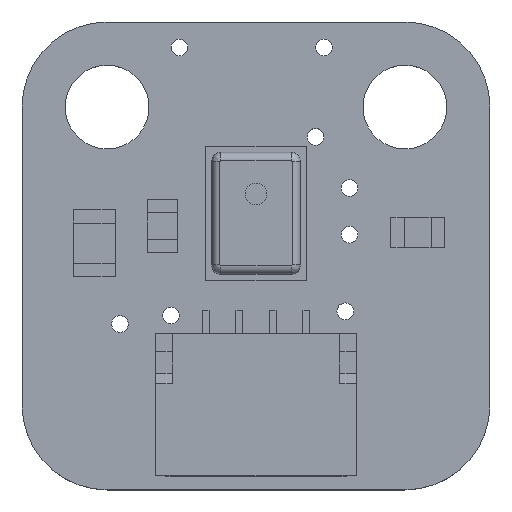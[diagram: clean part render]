
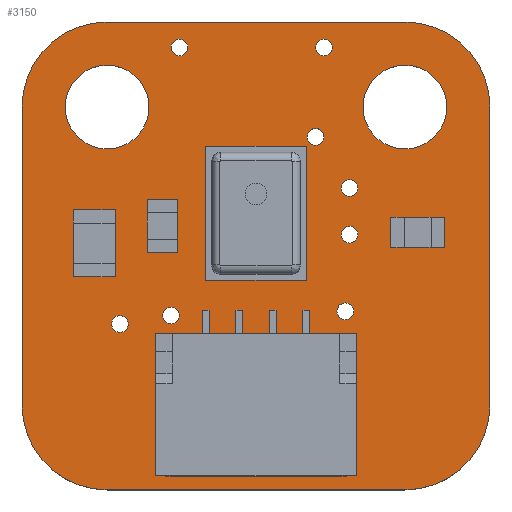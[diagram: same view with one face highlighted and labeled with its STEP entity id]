
A CAD part, top view. The second image highlights one B-rep face of the part: STEP entity #3150.
In plain terms, the highlighted planar face has unit normal (0, 0, 1).
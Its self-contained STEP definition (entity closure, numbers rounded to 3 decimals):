
#59=FACE_BOUND('',#411,.T.);
#60=FACE_BOUND('',#412,.T.);
#61=FACE_BOUND('',#413,.T.);
#62=FACE_BOUND('',#414,.T.);
#63=FACE_BOUND('',#415,.T.);
#64=FACE_BOUND('',#416,.T.);
#65=FACE_BOUND('',#417,.T.);
#66=FACE_BOUND('',#418,.T.);
#67=FACE_BOUND('',#419,.T.);
#68=FACE_BOUND('',#420,.T.);
#69=FACE_BOUND('',#421,.T.);
#70=FACE_BOUND('',#422,.T.);
#93=PLANE('',#3412);
#245=FACE_OUTER_BOUND('',#410,.T.);
#410=EDGE_LOOP('',(#2188,#2189,#2190,#2191,#2192,#2193,#2194,#2195));
#411=EDGE_LOOP('',(#2196));
#412=EDGE_LOOP('',(#2197));
#413=EDGE_LOOP('',(#2198));
#414=EDGE_LOOP('',(#2199));
#415=EDGE_LOOP('',(#2200));
#416=EDGE_LOOP('',(#2201));
#417=EDGE_LOOP('',(#2202));
#418=EDGE_LOOP('',(#2203));
#419=EDGE_LOOP('',(#2204));
#420=EDGE_LOOP('',(#2205));
#421=EDGE_LOOP('',(#2206));
#422=EDGE_LOOP('',(#2207));
#599=LINE('',#4503,#976);
#603=LINE('',#4515,#980);
#607=LINE('',#4527,#984);
#611=LINE('',#4539,#988);
#976=VECTOR('',#3680,10.);
#980=VECTOR('',#3692,10.);
#984=VECTOR('',#3704,10.);
#988=VECTOR('',#3716,10.);
#1340=CIRCLE('',#3362,1.25);
#1342=CIRCLE('',#3365,0.25);
#1344=CIRCLE('',#3368,0.25);
#1346=CIRCLE('',#3371,0.25);
#1348=CIRCLE('',#3374,0.25);
#1350=CIRCLE('',#3377,0.25);
#1352=CIRCLE('',#3380,0.25);
#1354=CIRCLE('',#3383,0.25);
#1356=CIRCLE('',#3386,0.25);
#1358=CIRCLE('',#3389,0.25);
#1360=CIRCLE('',#3392,0.25);
#1362=CIRCLE('',#3395,1.25);
#1364=CIRCLE('',#3399,2.54);
#1366=CIRCLE('',#3403,2.54);
#1368=CIRCLE('',#3407,2.54);
#1370=CIRCLE('',#3411,2.54);
#1394=VERTEX_POINT('',#4427);
#1396=VERTEX_POINT('',#4433);
#1398=VERTEX_POINT('',#4439);
#1400=VERTEX_POINT('',#4445);
#1402=VERTEX_POINT('',#4451);
#1404=VERTEX_POINT('',#4457);
#1406=VERTEX_POINT('',#4463);
#1408=VERTEX_POINT('',#4469);
#1410=VERTEX_POINT('',#4475);
#1412=VERTEX_POINT('',#4481);
#1414=VERTEX_POINT('',#4487);
#1416=VERTEX_POINT('',#4493);
#1419=VERTEX_POINT('',#4500);
#1420=VERTEX_POINT('',#4502);
#1422=VERTEX_POINT('',#4508);
#1424=VERTEX_POINT('',#4514);
#1426=VERTEX_POINT('',#4520);
#1428=VERTEX_POINT('',#4526);
#1430=VERTEX_POINT('',#4532);
#1432=VERTEX_POINT('',#4538);
#1679=EDGE_CURVE('',#1394,#1394,#1340,.T.);
#1682=EDGE_CURVE('',#1396,#1396,#1342,.T.);
#1685=EDGE_CURVE('',#1398,#1398,#1344,.T.);
#1688=EDGE_CURVE('',#1400,#1400,#1346,.T.);
#1691=EDGE_CURVE('',#1402,#1402,#1348,.T.);
#1694=EDGE_CURVE('',#1404,#1404,#1350,.T.);
#1697=EDGE_CURVE('',#1406,#1406,#1352,.T.);
#1700=EDGE_CURVE('',#1408,#1408,#1354,.T.);
#1703=EDGE_CURVE('',#1410,#1410,#1356,.T.);
#1706=EDGE_CURVE('',#1412,#1412,#1358,.T.);
#1709=EDGE_CURVE('',#1414,#1414,#1360,.T.);
#1712=EDGE_CURVE('',#1416,#1416,#1362,.T.);
#1715=EDGE_CURVE('',#1420,#1419,#599,.T.);
#1718=EDGE_CURVE('',#1422,#1420,#1364,.T.);
#1721=EDGE_CURVE('',#1424,#1422,#603,.T.);
#1724=EDGE_CURVE('',#1426,#1424,#1366,.T.);
#1727=EDGE_CURVE('',#1428,#1426,#607,.T.);
#1730=EDGE_CURVE('',#1430,#1428,#1368,.T.);
#1733=EDGE_CURVE('',#1432,#1430,#611,.T.);
#1736=EDGE_CURVE('',#1419,#1432,#1370,.T.);
#2188=ORIENTED_EDGE('',*,*,#1736,.T.);
#2189=ORIENTED_EDGE('',*,*,#1733,.T.);
#2190=ORIENTED_EDGE('',*,*,#1730,.T.);
#2191=ORIENTED_EDGE('',*,*,#1727,.T.);
#2192=ORIENTED_EDGE('',*,*,#1724,.T.);
#2193=ORIENTED_EDGE('',*,*,#1721,.T.);
#2194=ORIENTED_EDGE('',*,*,#1718,.T.);
#2195=ORIENTED_EDGE('',*,*,#1715,.T.);
#2196=ORIENTED_EDGE('',*,*,#1679,.T.);
#2197=ORIENTED_EDGE('',*,*,#1682,.T.);
#2198=ORIENTED_EDGE('',*,*,#1685,.T.);
#2199=ORIENTED_EDGE('',*,*,#1688,.T.);
#2200=ORIENTED_EDGE('',*,*,#1691,.T.);
#2201=ORIENTED_EDGE('',*,*,#1694,.T.);
#2202=ORIENTED_EDGE('',*,*,#1697,.T.);
#2203=ORIENTED_EDGE('',*,*,#1700,.T.);
#2204=ORIENTED_EDGE('',*,*,#1703,.T.);
#2205=ORIENTED_EDGE('',*,*,#1706,.T.);
#2206=ORIENTED_EDGE('',*,*,#1709,.T.);
#2207=ORIENTED_EDGE('',*,*,#1712,.T.);
#3150=ADVANCED_FACE('',(#245,#59,#60,#61,#62,#63,#64,#65,#66,#67,#68,#69,
#70),#93,.T.);
#3362=AXIS2_PLACEMENT_3D('',#4429,#3597,#3598);
#3365=AXIS2_PLACEMENT_3D('',#4435,#3604,#3605);
#3368=AXIS2_PLACEMENT_3D('',#4441,#3611,#3612);
#3371=AXIS2_PLACEMENT_3D('',#4447,#3618,#3619);
#3374=AXIS2_PLACEMENT_3D('',#4453,#3625,#3626);
#3377=AXIS2_PLACEMENT_3D('',#4459,#3632,#3633);
#3380=AXIS2_PLACEMENT_3D('',#4465,#3639,#3640);
#3383=AXIS2_PLACEMENT_3D('',#4471,#3646,#3647);
#3386=AXIS2_PLACEMENT_3D('',#4477,#3653,#3654);
#3389=AXIS2_PLACEMENT_3D('',#4483,#3660,#3661);
#3392=AXIS2_PLACEMENT_3D('',#4489,#3667,#3668);
#3395=AXIS2_PLACEMENT_3D('',#4495,#3674,#3675);
#3399=AXIS2_PLACEMENT_3D('',#4509,#3686,#3687);
#3403=AXIS2_PLACEMENT_3D('',#4521,#3698,#3699);
#3407=AXIS2_PLACEMENT_3D('',#4533,#3710,#3711);
#3411=AXIS2_PLACEMENT_3D('',#4543,#3722,#3723);
#3412=AXIS2_PLACEMENT_3D('',#4544,#3724,#3725);
#3597=DIRECTION('center_axis',(0.,0.,-1.));
#3598=DIRECTION('ref_axis',(1.,0.,0.));
#3604=DIRECTION('center_axis',(0.,0.,-1.));
#3605=DIRECTION('ref_axis',(1.,0.,0.));
#3611=DIRECTION('center_axis',(0.,0.,-1.));
#3612=DIRECTION('ref_axis',(1.,0.,0.));
#3618=DIRECTION('center_axis',(0.,0.,-1.));
#3619=DIRECTION('ref_axis',(1.,0.,0.));
#3625=DIRECTION('center_axis',(0.,0.,-1.));
#3626=DIRECTION('ref_axis',(1.,0.,0.));
#3632=DIRECTION('center_axis',(0.,0.,-1.));
#3633=DIRECTION('ref_axis',(1.,0.,0.));
#3639=DIRECTION('center_axis',(0.,0.,-1.));
#3640=DIRECTION('ref_axis',(1.,0.,0.));
#3646=DIRECTION('center_axis',(0.,0.,-1.));
#3647=DIRECTION('ref_axis',(1.,0.,0.));
#3653=DIRECTION('center_axis',(0.,0.,-1.));
#3654=DIRECTION('ref_axis',(1.,0.,0.));
#3660=DIRECTION('center_axis',(0.,0.,-1.));
#3661=DIRECTION('ref_axis',(1.,0.,0.));
#3667=DIRECTION('center_axis',(0.,0.,-1.));
#3668=DIRECTION('ref_axis',(1.,0.,0.));
#3674=DIRECTION('center_axis',(0.,0.,-1.));
#3675=DIRECTION('ref_axis',(1.,0.,0.));
#3680=DIRECTION('',(1.,0.,0.));
#3686=DIRECTION('center_axis',(0.,0.,1.));
#3687=DIRECTION('ref_axis',(-1.,0.,0.));
#3692=DIRECTION('',(0.,-1.,0.));
#3698=DIRECTION('center_axis',(0.,0.,1.));
#3699=DIRECTION('ref_axis',(0.,1.,0.));
#3704=DIRECTION('',(-1.,0.,0.));
#3710=DIRECTION('center_axis',(0.,0.,1.));
#3711=DIRECTION('ref_axis',(1.,0.,0.));
#3716=DIRECTION('',(0.,1.,0.));
#3722=DIRECTION('center_axis',(0.,0.,1.));
#3723=DIRECTION('ref_axis',(0.,-1.,0.));
#3724=DIRECTION('center_axis',(0.,0.,1.));
#3725=DIRECTION('ref_axis',(1.,0.,0.));
#4427=CARTESIAN_POINT('',(1.29,11.43,1.57));
#4429=CARTESIAN_POINT('Origin',(2.54,11.43,1.57));
#4433=CARTESIAN_POINT('',(9.529,7.62,1.57));
#4435=CARTESIAN_POINT('Origin',(9.779,7.62,1.57));
#4439=CARTESIAN_POINT('',(8.513,10.541,1.57));
#4441=CARTESIAN_POINT('Origin',(8.763,10.541,1.57));
#4445=CARTESIAN_POINT('',(8.767,13.208,1.57));
#4447=CARTESIAN_POINT('Origin',(9.017,13.208,1.57));
#4451=CARTESIAN_POINT('',(9.529,9.017,1.57));
#4453=CARTESIAN_POINT('Origin',(9.779,9.017,1.57));
#4457=CARTESIAN_POINT('',(4.449,13.208,1.57));
#4459=CARTESIAN_POINT('Origin',(4.699,13.208,1.57));
#4463=CARTESIAN_POINT('',(9.402,5.334,1.57));
#4465=CARTESIAN_POINT('Origin',(9.652,5.334,1.57));
#4469=CARTESIAN_POINT('',(6.735,1.143,1.57));
#4471=CARTESIAN_POINT('Origin',(6.985,1.143,1.57));
#4475=CARTESIAN_POINT('',(2.671,4.953,1.57));
#4477=CARTESIAN_POINT('Origin',(2.921,4.953,1.57));
#4481=CARTESIAN_POINT('',(7.751,3.302,1.57));
#4483=CARTESIAN_POINT('Origin',(8.001,3.302,1.57));
#4487=CARTESIAN_POINT('',(4.195,5.207,1.57));
#4489=CARTESIAN_POINT('Origin',(4.445,5.207,1.57));
#4493=CARTESIAN_POINT('',(10.18,11.43,1.57));
#4495=CARTESIAN_POINT('Origin',(11.43,11.43,1.57));
#4500=CARTESIAN_POINT('',(11.43,0.,1.57));
#4502=CARTESIAN_POINT('',(2.54,0.,1.57));
#4503=CARTESIAN_POINT('',(11.43,0.,1.57));
#4508=CARTESIAN_POINT('',(0.,2.54,1.57));
#4509=CARTESIAN_POINT('Origin',(2.54,2.54,1.57));
#4514=CARTESIAN_POINT('',(0.,11.43,1.57));
#4515=CARTESIAN_POINT('',(0.,2.54,1.57));
#4520=CARTESIAN_POINT('',(2.54,13.97,1.57));
#4521=CARTESIAN_POINT('Origin',(2.54,11.43,1.57));
#4526=CARTESIAN_POINT('',(11.43,13.97,1.57));
#4527=CARTESIAN_POINT('',(2.54,13.97,1.57));
#4532=CARTESIAN_POINT('',(13.97,11.43,1.57));
#4533=CARTESIAN_POINT('Origin',(11.43,11.43,1.57));
#4538=CARTESIAN_POINT('',(13.97,2.54,1.57));
#4539=CARTESIAN_POINT('',(13.97,11.43,1.57));
#4543=CARTESIAN_POINT('Origin',(11.43,2.54,1.57));
#4544=CARTESIAN_POINT('Origin',(6.985,6.985,1.57));
